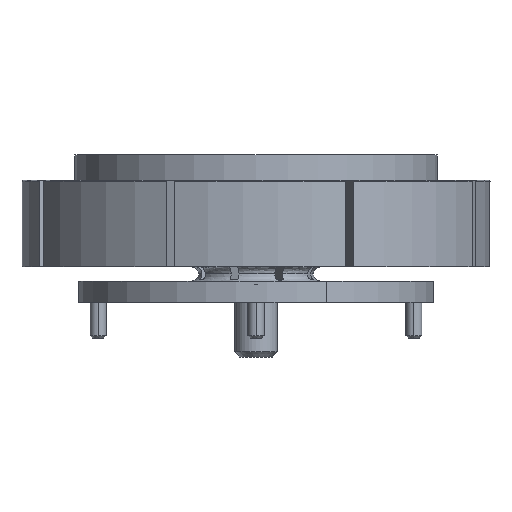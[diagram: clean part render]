
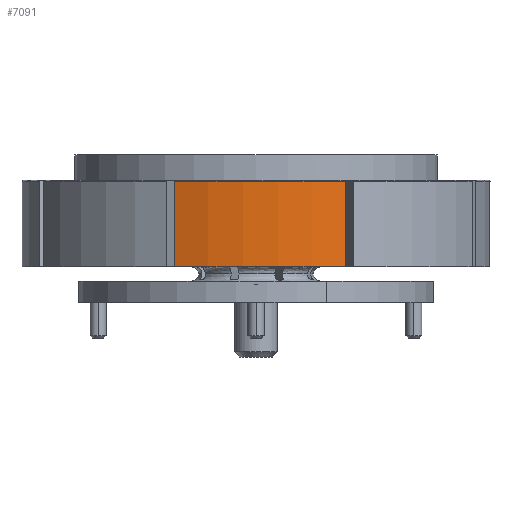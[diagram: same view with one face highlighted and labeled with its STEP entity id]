
A CAD part, left-side view. The second image highlights one B-rep face of the part: STEP entity #7091.
In plain terms, the highlighted cylindrical face has radius 87.503 mm (diameter 175.006 mm), a partial arc.
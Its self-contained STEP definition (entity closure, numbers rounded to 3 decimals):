
#135 = VERTEX_POINT ( 'NONE', #2227 ) ;
#243 = DIRECTION ( 'NONE',  ( -0.399, 0.917, 0. ) ) ;
#567 = DIRECTION ( 'NONE',  ( 0., 0., 1. ) ) ;
#585 = DIRECTION ( 'NONE',  ( 0., 0., -1. ) ) ;
#1233 = CARTESIAN_POINT ( 'NONE',  ( -81.983, 30.588, 45.085 ) ) ;
#1525 = CARTESIAN_POINT ( 'NONE',  ( 0., 0., 45.085 ) ) ;
#1540 = LINE ( 'NONE', #6377, #12558 ) ;
#2198 = ORIENTED_EDGE ( 'NONE', *, *, #11306, .F. ) ;
#2227 = CARTESIAN_POINT ( 'NONE',  ( -81.983, 30.588, 13.208 ) ) ;
#2545 = DIRECTION ( 'NONE',  ( -0.399, 0.917, 0. ) ) ;
#3413 = ORIENTED_EDGE ( 'NONE', *, *, #10418, .T. ) ;
#3729 = CARTESIAN_POINT ( 'NONE',  ( -80.865, -33.43, 13.208 ) ) ;
#3981 = CARTESIAN_POINT ( 'NONE',  ( 0., 0., 13.208 ) ) ;
#4168 = CARTESIAN_POINT ( 'NONE',  ( -80.865, -33.43, 26.924 ) ) ;
#5000 = DIRECTION ( 'NONE',  ( 0., 0., -1. ) ) ;
#5334 = DIRECTION ( 'NONE',  ( -0.917, -0.399, 0. ) ) ;
#5436 = CARTESIAN_POINT ( 'NONE',  ( 0., 0., 45.085 ) ) ;
#5963 = CIRCLE ( 'NONE', #7191, 87.503 ) ;
#6375 = VECTOR ( 'NONE', #5000, 1000. ) ;
#6377 = CARTESIAN_POINT ( 'NONE',  ( -81.983, 30.588, 26.924 ) ) ;
#6533 = VERTEX_POINT ( 'NONE', #1233 ) ;
#6916 = DIRECTION ( 'NONE',  ( 0., 0., 1. ) ) ;
#7091 = ADVANCED_FACE ( 'NONE', ( #9305 ), #11382, .T. ) ;
#7191 = AXIS2_PLACEMENT_3D ( 'NONE', #3981, #6916, #243 ) ;
#7825 = CIRCLE ( 'NONE', #10103, 87.503 ) ;
#8174 = CARTESIAN_POINT ( 'NONE',  ( -80.865, -33.43, 45.085 ) ) ;
#9027 = VERTEX_POINT ( 'NONE', #8174 ) ;
#9305 = FACE_OUTER_BOUND ( 'NONE', #10257, .T. ) ;
#9504 = DIRECTION ( 'NONE',  ( 0., 0., -1. ) ) ;
#9830 = AXIS2_PLACEMENT_3D ( 'NONE', #5436, #9504, #2545 ) ;
#10103 = AXIS2_PLACEMENT_3D ( 'NONE', #1525, #567, #5334 ) ;
#10257 = EDGE_LOOP ( 'NONE', ( #3413, #12306, #2198, #11901 ) ) ;
#10418 = EDGE_CURVE ( 'NONE', #6533, #135, #1540, .T. ) ;
#10875 = LINE ( 'NONE', #4168, #6375 ) ;
#11305 = EDGE_CURVE ( 'NONE', #135, #12522, #5963, .T. ) ;
#11306 = EDGE_CURVE ( 'NONE', #9027, #12522, #10875, .T. ) ;
#11382 = CYLINDRICAL_SURFACE ( 'NONE', #9830, 87.503 ) ;
#11901 = ORIENTED_EDGE ( 'NONE', *, *, #12078, .F. ) ;
#12078 = EDGE_CURVE ( 'NONE', #6533, #9027, #7825, .T. ) ;
#12306 = ORIENTED_EDGE ( 'NONE', *, *, #11305, .T. ) ;
#12522 = VERTEX_POINT ( 'NONE', #3729 ) ;
#12558 = VECTOR ( 'NONE', #585, 1000. ) ;
